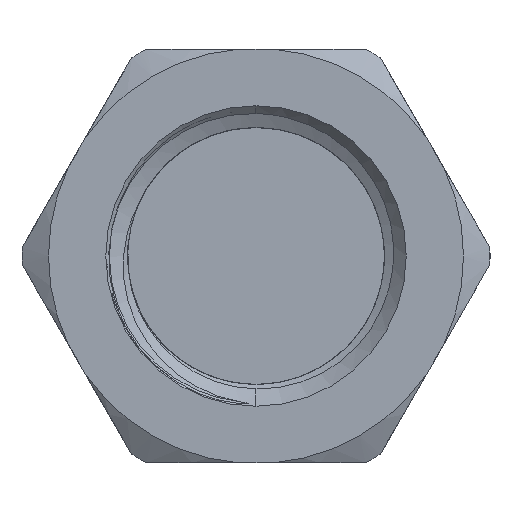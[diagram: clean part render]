
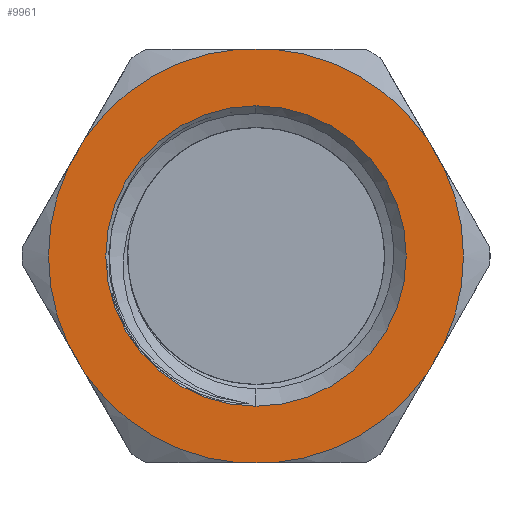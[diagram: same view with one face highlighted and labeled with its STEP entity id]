
A CAD part, left-side view. The second image highlights one B-rep face of the part: STEP entity #9961.
In plain terms, the highlighted planar face has unit normal (-1, 0, 0).
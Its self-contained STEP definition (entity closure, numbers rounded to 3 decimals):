
#38 = EDGE_CURVE ( 'NONE', #2389, #2327, #17879, .T. ) ;
#40 = EDGE_CURVE ( 'NONE', #2321, #2377, #17874, .T. ) ;
#75 = EDGE_CURVE ( 'NONE', #6382, #2314, #17816, .T. ) ;
#79 = EDGE_CURVE ( 'NONE', #2351, #2498, #17801, .T. ) ;
#90 = EDGE_CURVE ( 'NONE', #2395, #2498, #17786, .T. ) ;
#154 = EDGE_CURVE ( 'NONE', #2351, #2439, #17674, .T. ) ;
#203 = EDGE_CURVE ( 'NONE', #2389, #2377, #17585, .T. ) ;
#319 = CIRCLE ( 'NONE', #9291, 6.9 ) ;
#421 = LINE ( 'NONE', #13407, #441 ) ;
#441 = VECTOR ( 'NONE', #13404, 1000. ) ;
#525 = PLANE ( 'NONE',  #7176 ) ;
#826 = DIRECTION ( 'NONE',  ( -1., 0., 0. ) ) ;
#828 = DIRECTION ( 'NONE',  ( 0., 0., 1. ) ) ;
#837 = CARTESIAN_POINT ( 'NONE',  ( 0., 5.485, -9.5 ) ) ;
#1709 = CARTESIAN_POINT ( 'NONE',  ( 0., 8.623, 4.065 ) ) ;
#1723 = CARTESIAN_POINT ( 'NONE',  ( 0., -7.832, 5.435 ) ) ;
#1753 = CARTESIAN_POINT ( 'NONE',  ( 0., 7.832, 5.435 ) ) ;
#1773 = CARTESIAN_POINT ( 'NONE',  ( 0., -7.832, -5.435 ) ) ;
#1905 = CARTESIAN_POINT ( 'NONE',  ( 0., 0.791, -9.5 ) ) ;
#1910 = CARTESIAN_POINT ( 'NONE',  ( 0., -0.791, 9.5 ) ) ;
#1914 = CARTESIAN_POINT ( 'NONE',  ( 0., 0.791, 9.5 ) ) ;
#1922 = CARTESIAN_POINT ( 'NONE',  ( 0., 8.623, -4.065 ) ) ;
#1936 = CARTESIAN_POINT ( 'NONE',  ( 0., 7.832, -5.435 ) ) ;
#1954 = CARTESIAN_POINT ( 'NONE',  ( 0., -8.623, -4.065 ) ) ;
#2128 = VERTEX_POINT ( 'NONE', #16437 ) ;
#2131 = VERTEX_POINT ( 'NONE', #16438 ) ;
#2314 = VERTEX_POINT ( 'NONE', #1905 ) ;
#2318 = VERTEX_POINT ( 'NONE', #1910 ) ;
#2321 = VERTEX_POINT ( 'NONE', #1914 ) ;
#2327 = VERTEX_POINT ( 'NONE', #1922 ) ;
#2338 = VERTEX_POINT ( 'NONE', #1936 ) ;
#2351 = VERTEX_POINT ( 'NONE', #1954 ) ;
#2377 = VERTEX_POINT ( 'NONE', #1753 ) ;
#2389 = VERTEX_POINT ( 'NONE', #1709 ) ;
#2395 = VERTEX_POINT ( 'NONE', #1723 ) ;
#2439 = VERTEX_POINT ( 'NONE', #1773 ) ;
#2498 = VERTEX_POINT ( 'NONE', #15859 ) ;
#2593 = CARTESIAN_POINT ( 'NONE',  ( 0., -5.485, 9.5 ) ) ;
#2598 = DIRECTION ( 'NONE',  ( 0., -0.5, -0.866 ) ) ;
#2619 = DIRECTION ( 'NONE',  ( 0., 0., 1. ) ) ;
#2620 = DIRECTION ( 'NONE',  ( -1., 0., 0. ) ) ;
#2621 = CARTESIAN_POINT ( 'NONE',  ( 0., 0., 0. ) ) ;
#2629 = CARTESIAN_POINT ( 'NONE',  ( 0., -5.485, -9.5 ) ) ;
#2634 = DIRECTION ( 'NONE',  ( 0., 1., 0. ) ) ;
#2736 = DIRECTION ( 'NONE',  ( 0., 0., 1. ) ) ;
#2737 = DIRECTION ( 'NONE',  ( -1., 0., 0. ) ) ;
#2738 = CARTESIAN_POINT ( 'NONE',  ( 0., 0., 0. ) ) ;
#2742 = DIRECTION ( 'NONE',  ( 0., 0., 1. ) ) ;
#2743 = DIRECTION ( 'NONE',  ( -1., 0., 0. ) ) ;
#2744 = CARTESIAN_POINT ( 'NONE',  ( 0., 0., 0. ) ) ;
#4060 = ORIENTED_EDGE ( 'NONE', *, *, #40, .T. ) ;
#4122 = ORIENTED_EDGE ( 'NONE', *, *, #6085, .F. ) ;
#4123 = ORIENTED_EDGE ( 'NONE', *, *, #11532, .T. ) ;
#4147 = ORIENTED_EDGE ( 'NONE', *, *, #75, .F. ) ;
#4242 = ORIENTED_EDGE ( 'NONE', *, *, #154, .F. ) ;
#4268 = ORIENTED_EDGE ( 'NONE', *, *, #79, .T. ) ;
#4289 = ORIENTED_EDGE ( 'NONE', *, *, #7481, .F. ) ;
#4295 = ORIENTED_EDGE ( 'NONE', *, *, #11572, .T. ) ;
#4303 = ORIENTED_EDGE ( 'NONE', *, *, #11813, .T. ) ;
#4349 = ORIENTED_EDGE ( 'NONE', *, *, #203, .F. ) ;
#4413 = ORIENTED_EDGE ( 'NONE', *, *, #90, .F. ) ;
#4435 = ORIENTED_EDGE ( 'NONE', *, *, #38, .T. ) ;
#4451 = ORIENTED_EDGE ( 'NONE', *, *, #11548, .T. ) ;
#4472 = ORIENTED_EDGE ( 'NONE', *, *, #7380, .T. ) ;
#4702 = VECTOR ( 'NONE', #10904, 1000. ) ;
#4704 = LINE ( 'NONE', #10905, #4702 ) ;
#5380 = EDGE_LOOP ( 'NONE', ( #4122, #4060, #4349, #4435, #4289, #4295, #4147, #4303, #4242, #4268, #4413, #4451 ) ) ;
#5401 = EDGE_LOOP ( 'NONE', ( #4472, #4123 ) ) ;
#5843 = AXIS2_PLACEMENT_3D ( 'NONE', #17348, #17349, #17350 ) ;
#6085 = EDGE_CURVE ( 'NONE', #2321, #2318, #4704, .T. ) ;
#6382 = VERTEX_POINT ( 'NONE', #10454 ) ;
#7176 = AXIS2_PLACEMENT_3D ( 'NONE', #837, #826, #828 ) ;
#7380 = EDGE_CURVE ( 'NONE', #2128, #2131, #319, .T. ) ;
#7481 = EDGE_CURVE ( 'NONE', #2338, #2327, #421, .T. ) ;
#7509 = AXIS2_PLACEMENT_3D ( 'NONE', #16625, #16626, #16627 ) ;
#7557 = AXIS2_PLACEMENT_3D ( 'NONE', #16666, #16667, #16668 ) ;
#7567 = AXIS2_PLACEMENT_3D ( 'NONE', #16719, #16720, #16721 ) ;
#8927 = DIRECTION ( 'NONE',  ( 0., -0.5, 0.866 ) ) ;
#8952 = CARTESIAN_POINT ( 'NONE',  ( 0., 10.97, 0. ) ) ;
#9092 = CIRCLE ( 'NONE', #7567, 9.533 ) ;
#9291 = AXIS2_PLACEMENT_3D ( 'NONE', #10196, #10197, #10200 ) ;
#9587 = FACE_BOUND ( 'NONE', #5401, .T. ) ;
#9591 = FACE_OUTER_BOUND ( 'NONE', #5380, .T. ) ;
#9727 = CIRCLE ( 'NONE', #7509, 6.9 ) ;
#9771 = CIRCLE ( 'NONE', #7557, 9.533 ) ;
#9961 = ADVANCED_FACE ( 'NONE', ( #9587, #9591 ), #525, .T. ) ;
#10196 = CARTESIAN_POINT ( 'NONE',  ( 0., 0., 0. ) ) ;
#10197 = DIRECTION ( 'NONE',  ( 1., 0., 0. ) ) ;
#10200 = DIRECTION ( 'NONE',  ( 0., 0., 1. ) ) ;
#10454 = CARTESIAN_POINT ( 'NONE',  ( 0., -0.791, -9.5 ) ) ;
#10904 = DIRECTION ( 'NONE',  ( 0., -1., 0. ) ) ;
#10905 = CARTESIAN_POINT ( 'NONE',  ( 0., 5.485, 9.5 ) ) ;
#11253 = CARTESIAN_POINT ( 'NONE',  ( 0., -10.97, 0. ) ) ;
#11265 = DIRECTION ( 'NONE',  ( 0., 0.5, -0.866 ) ) ;
#11490 = AXIS2_PLACEMENT_3D ( 'NONE', #2621, #2620, #2619 ) ;
#11532 = EDGE_CURVE ( 'NONE', #2131, #2128, #9727, .T. ) ;
#11548 = EDGE_CURVE ( 'NONE', #2395, #2318, #9771, .T. ) ;
#11572 = EDGE_CURVE ( 'NONE', #2338, #2314, #9092, .T. ) ;
#11664 = AXIS2_PLACEMENT_3D ( 'NONE', #2738, #2737, #2736 ) ;
#11696 = AXIS2_PLACEMENT_3D ( 'NONE', #2744, #2743, #2742 ) ;
#11813 = EDGE_CURVE ( 'NONE', #6382, #2439, #12456, .T. ) ;
#12456 = CIRCLE ( 'NONE', #5843, 9.533 ) ;
#13404 = DIRECTION ( 'NONE',  ( 0., 0.5, 0.866 ) ) ;
#13407 = CARTESIAN_POINT ( 'NONE',  ( 0., 5.485, -9.5 ) ) ;
#15859 = CARTESIAN_POINT ( 'NONE',  ( 0., -8.623, 4.065 ) ) ;
#16437 = CARTESIAN_POINT ( 'NONE',  ( 0., 0., 6.9 ) ) ;
#16438 = CARTESIAN_POINT ( 'NONE',  ( 0., 0., -6.9 ) ) ;
#16625 = CARTESIAN_POINT ( 'NONE',  ( 0., 0., 0. ) ) ;
#16626 = DIRECTION ( 'NONE',  ( 1., 0., 0. ) ) ;
#16627 = DIRECTION ( 'NONE',  ( 0., 0., 1. ) ) ;
#16666 = CARTESIAN_POINT ( 'NONE',  ( 0., 0., 0. ) ) ;
#16667 = DIRECTION ( 'NONE',  ( -1., 0., 0. ) ) ;
#16668 = DIRECTION ( 'NONE',  ( 0., 0., 1. ) ) ;
#16719 = CARTESIAN_POINT ( 'NONE',  ( 0., 0., 0. ) ) ;
#16720 = DIRECTION ( 'NONE',  ( -1., 0., 0. ) ) ;
#16721 = DIRECTION ( 'NONE',  ( 0., 0., 1. ) ) ;
#17348 = CARTESIAN_POINT ( 'NONE',  ( 0., 0., 0. ) ) ;
#17349 = DIRECTION ( 'NONE',  ( -1., 0., 0. ) ) ;
#17350 = DIRECTION ( 'NONE',  ( 0., 0., 1. ) ) ;
#17580 = VECTOR ( 'NONE', #8927, 1000. ) ;
#17585 = LINE ( 'NONE', #8952, #17580 ) ;
#17672 = VECTOR ( 'NONE', #11265, 1000. ) ;
#17674 = LINE ( 'NONE', #11253, #17672 ) ;
#17784 = VECTOR ( 'NONE', #2598, 1000. ) ;
#17786 = LINE ( 'NONE', #2593, #17784 ) ;
#17801 = CIRCLE ( 'NONE', #11490, 9.533 ) ;
#17808 = VECTOR ( 'NONE', #2634, 1000. ) ;
#17816 = LINE ( 'NONE', #2629, #17808 ) ;
#17874 = CIRCLE ( 'NONE', #11664, 9.533 ) ;
#17879 = CIRCLE ( 'NONE', #11696, 9.533 ) ;
